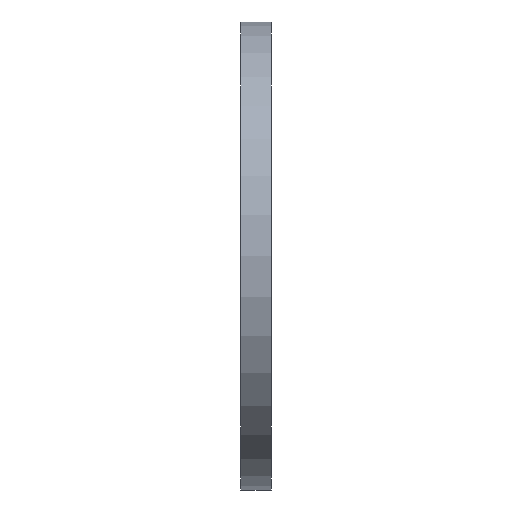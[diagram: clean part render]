
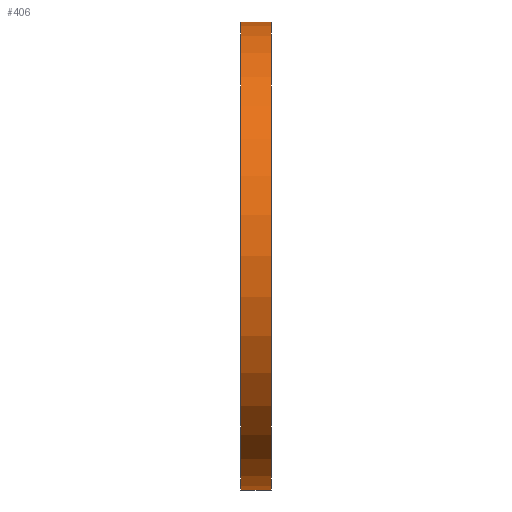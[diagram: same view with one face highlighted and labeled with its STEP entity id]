
A CAD part, left-side view. The second image highlights one B-rep face of the part: STEP entity #406.
In plain terms, the highlighted cylindrical face has radius 197.5 mm (diameter 395 mm), a partial arc.
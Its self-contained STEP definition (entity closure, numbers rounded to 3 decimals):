
#6 = EDGE_CURVE ( 'NONE', #77, #572, #147, .T. ) ;
#65 = ORIENTED_EDGE ( 'NONE', *, *, #354, .F. ) ;
#70 = ORIENTED_EDGE ( 'NONE', *, *, #720, .T. ) ;
#77 = VERTEX_POINT ( 'NONE', #850 ) ;
#91 = VECTOR ( 'NONE', #435, 1000. ) ;
#92 = VERTEX_POINT ( 'NONE', #876 ) ;
#93 = AXIS2_PLACEMENT_3D ( 'NONE', #128, #294, #691 ) ;
#128 = CARTESIAN_POINT ( 'NONE',  ( 0., 0., 0. ) ) ;
#147 = CIRCLE ( 'NONE', #93, 197.5 ) ;
#184 = LINE ( 'NONE', #408, #790 ) ;
#195 = DIRECTION ( 'NONE',  ( 0., -1., 0. ) ) ;
#254 = ORIENTED_EDGE ( 'NONE', *, *, #6, .T. ) ;
#294 = DIRECTION ( 'NONE',  ( 0., 1., 0. ) ) ;
#354 = EDGE_CURVE ( 'NONE', #92, #816, #713, .T. ) ;
#356 = EDGE_LOOP ( 'NONE', ( #804, #65, #70, #254 ) ) ;
#375 = DIRECTION ( 'NONE',  ( 0., 1., 0. ) ) ;
#406 = ADVANCED_FACE ( 'NONE', ( #921 ), #1022, .T. ) ;
#408 = CARTESIAN_POINT ( 'NONE',  ( 0., 26., -197.5 ) ) ;
#435 = DIRECTION ( 'NONE',  ( 0., -1., 0. ) ) ;
#471 = AXIS2_PLACEMENT_3D ( 'NONE', #601, #195, #928 ) ;
#532 = DIRECTION ( 'NONE',  ( 0., 0., 1. ) ) ;
#533 = LINE ( 'NONE', #1017, #91 ) ;
#572 = VERTEX_POINT ( 'NONE', #684 ) ;
#601 = CARTESIAN_POINT ( 'NONE',  ( 0., 26., 0. ) ) ;
#684 = CARTESIAN_POINT ( 'NONE',  ( 0., 0., 197.5 ) ) ;
#691 = DIRECTION ( 'NONE',  ( 0., 0., 1. ) ) ;
#713 = CIRCLE ( 'NONE', #990, 197.5 ) ;
#720 = EDGE_CURVE ( 'NONE', #92, #77, #184, .T. ) ;
#736 = DIRECTION ( 'NONE',  ( 0., -1., 0. ) ) ;
#790 = VECTOR ( 'NONE', #736, 1000. ) ;
#793 = EDGE_CURVE ( 'NONE', #816, #572, #533, .T. ) ;
#804 = ORIENTED_EDGE ( 'NONE', *, *, #793, .F. ) ;
#816 = VERTEX_POINT ( 'NONE', #1023 ) ;
#850 = CARTESIAN_POINT ( 'NONE',  ( 0., 0., -197.5 ) ) ;
#872 = CARTESIAN_POINT ( 'NONE',  ( 0., 26., 0. ) ) ;
#876 = CARTESIAN_POINT ( 'NONE',  ( 0., 26., -197.5 ) ) ;
#921 = FACE_OUTER_BOUND ( 'NONE', #356, .T. ) ;
#928 = DIRECTION ( 'NONE',  ( 0., 0., -1. ) ) ;
#990 = AXIS2_PLACEMENT_3D ( 'NONE', #872, #375, #532 ) ;
#1017 = CARTESIAN_POINT ( 'NONE',  ( 0., 26., 197.5 ) ) ;
#1022 = CYLINDRICAL_SURFACE ( 'NONE', #471, 197.5 ) ;
#1023 = CARTESIAN_POINT ( 'NONE',  ( 0., 26., 197.5 ) ) ;
